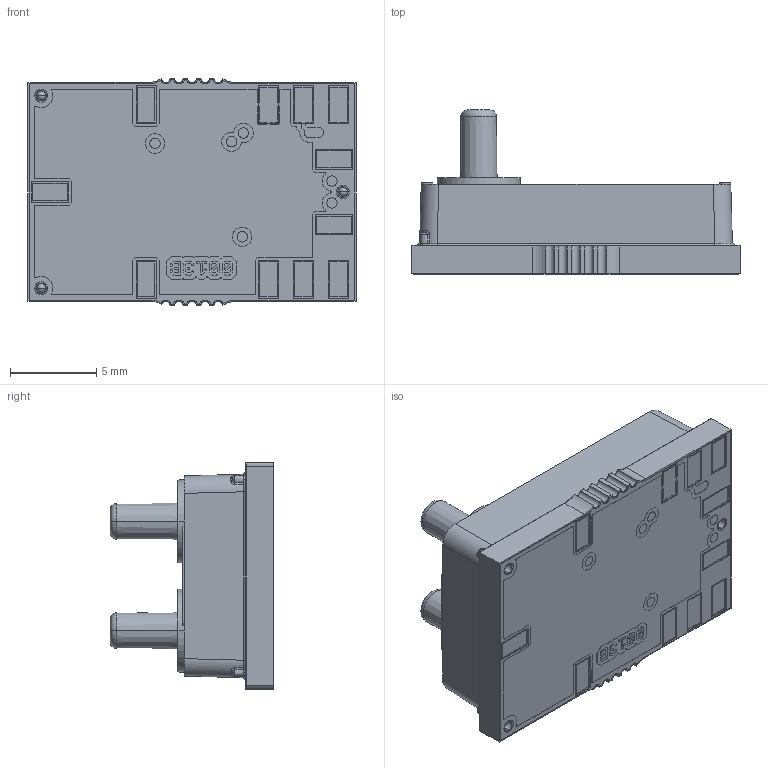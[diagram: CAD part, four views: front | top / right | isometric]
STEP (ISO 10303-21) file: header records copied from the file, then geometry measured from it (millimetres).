
FILE_DESCRIPTION (( 'STEP AP214' ), '1' );
FILE_NAME ('SM02B.Shell.STEP', '2019-05-02T21:53:42', ( '' ), ( '' ), 'SwSTEP 2.0', 'SolidWorks 2016', '' );
FILE_SCHEMA (( 'AUTOMOTIVE_DESIGN' ));
Length unit declared in the file: inch
Products named in the file (5): PRT-0015B1_With Lid Attach; PRT-0013B; PRT-0015B1; SM02B.Shell
Assembly tree (2 placements, depth 2):
  PRT-0015B1
  PRT-0013B
  SM02B.Shell
    PRT-0013B
    PRT-0015B1_With Lid Attach
Bounding box: 19.05 x 9.51 x 13.21 mm (x, y, z)
Volume: 772.3 mm3; surface area: 2525.9 mm2
Topology: 5 solids, 5 shells, 2989 faces, 8496 edges, 5645 vertices
Faces by surface type: plane 1910, cylinder 858, bspline 153, torus 44, cone 18, sphere 6
Entity records: 139206 total; most frequent: CARTESIAN_POINT 23699, ORIENTED_EDGE 16968, DIRECTION 15636, EDGE_CURVE 8484, VECTOR 6324, LINE 6324, VERTEX_POINT 5639, AXIS2_PLACEMENT_3D 4656
